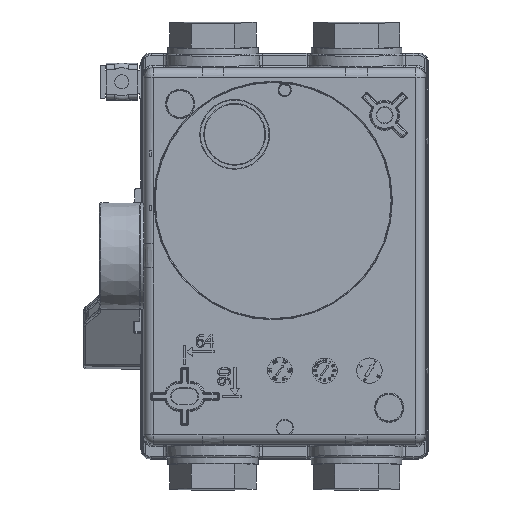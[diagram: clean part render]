
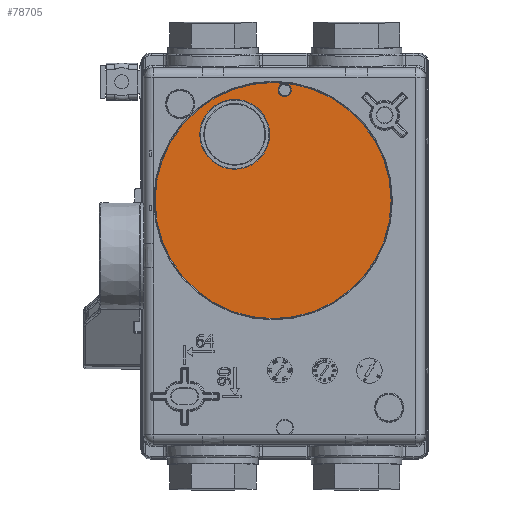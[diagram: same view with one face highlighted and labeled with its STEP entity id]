
A CAD part, top view. The second image highlights one B-rep face of the part: STEP entity #78705.
In plain terms, the highlighted planar face has unit normal (0, 0, 1).
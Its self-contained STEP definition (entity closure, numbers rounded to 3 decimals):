
#29283=CARTESIAN_POINT('',(42.3,82.7,33.5));
#29284=DIRECTION('',(0.,0.,-1.));
#29285=DIRECTION('',(-1.,0.,0.));
#29286=AXIS2_PLACEMENT_3D('',#29283,#29284,#29285);
#29291=CARTESIAN_POINT('',(42.3,82.7,33.5));
#29292=DIRECTION('',(0.,0.,-1.));
#29293=DIRECTION('',(1.,0.,0.));
#29294=AXIS2_PLACEMENT_3D('',#29291,#29292,#29293);
#29299=CARTESIAN_POINT('',(30.,103.9,33.5));
#29300=DIRECTION('',(0.,0.,1.));
#29301=DIRECTION('',(-1.,0.,0.));
#29302=AXIS2_PLACEMENT_3D('',#29299,#29300,#29301);
#29307=CARTESIAN_POINT('',(30.,103.9,33.5));
#29308=DIRECTION('',(0.,0.,1.));
#29309=DIRECTION('',(1.,0.,0.));
#29310=AXIS2_PLACEMENT_3D('',#29307,#29308,#29309);
#29315=CARTESIAN_POINT('',(47.365,119.682,33.5));
#29316=CARTESIAN_POINT('',(47.353,119.692,33.5));
#29317=CARTESIAN_POINT('',(47.329,119.711,33.5));
#29318=CARTESIAN_POINT('',(47.289,119.735,33.5));
#29319=CARTESIAN_POINT('',(47.246,119.754,33.5));
#29320=CARTESIAN_POINT('',(47.202,119.768,33.5));
#29321=CARTESIAN_POINT('',(47.171,119.773,33.5));
#29322=CARTESIAN_POINT('',(47.156,119.776,33.5));
#29327=CARTESIAN_POINT('',(42.3,82.7,33.5));
#29328=DIRECTION('',(0.,0.,1.));
#29329=DIRECTION('',(0.13,0.992,0.));
#29330=AXIS2_PLACEMENT_3D('',#29327,#29328,#29329);
#29335=CARTESIAN_POINT('',(45.216,119.978,33.5));
#29336=CARTESIAN_POINT('',(45.2,119.98,33.5));
#29337=CARTESIAN_POINT('',(45.169,119.98,33.5));
#29338=CARTESIAN_POINT('',(45.123,119.976,33.5));
#29339=CARTESIAN_POINT('',(45.077,119.966,33.5));
#29340=CARTESIAN_POINT('',(45.033,119.951,33.5));
#29341=CARTESIAN_POINT('',(45.005,119.937,33.5));
#29342=CARTESIAN_POINT('',(44.991,119.93,33.5));
#29347=CARTESIAN_POINT('',(46.,118.1,33.5));
#29348=DIRECTION('',(0.,0.,1.));
#29349=DIRECTION('',(-0.483,0.876,0.));
#29350=AXIS2_PLACEMENT_3D('',#29347,#29348,#29349);
#29355=CARTESIAN_POINT('',(46.,118.1,33.5));
#29356=DIRECTION('',(0.,0.,1.));
#29357=DIRECTION('',(-1.,0.,0.));
#29358=AXIS2_PLACEMENT_3D('',#29355,#29356,#29357);
#29363=CARTESIAN_POINT('',(46.,118.1,33.5));
#29364=DIRECTION('',(0.,0.,1.));
#29365=DIRECTION('',(1.,0.,0.));
#29366=AXIS2_PLACEMENT_3D('',#29363,#29364,#29365);
#47699=CARTESIAN_POINT('',(4.503,82.7,33.5));
#47700=VERTEX_POINT('',#47699);
#47701=CARTESIAN_POINT('',(80.097,82.7,33.5));
#47702=VERTEX_POINT('',#47701);
#47703=CARTESIAN_POINT('',(18.832,103.9,33.5));
#47704=CARTESIAN_POINT('',(41.168,103.9,33.5));
#47705=VERTEX_POINT('',#47703);
#47706=VERTEX_POINT('',#47704);
#47707=VERTEX_POINT('',#29315);
#47708=VERTEX_POINT('',#29322);
#47709=CARTESIAN_POINT('',(45.216,119.978,33.5));
#47710=VERTEX_POINT('',#47709);
#47711=VERTEX_POINT('',#29342);
#47712=CARTESIAN_POINT('',(43.911,118.1,33.5));
#47713=VERTEX_POINT('',#47712);
#47714=CARTESIAN_POINT('',(48.089,118.1,33.5));
#47715=VERTEX_POINT('',#47714);
#78676=CARTESIAN_POINT('',(42.3,82.7,33.5));
#78677=DIRECTION('',(0.,0.,-1.));
#78678=DIRECTION('',(-1.,0.,0.));
#78679=AXIS2_PLACEMENT_3D('',#78676,#78677,#78678);
#78680=PLANE('',#78679);
#78681=ORIENTED_EDGE('',*,*,#78658,.T.);
#78682=ORIENTED_EDGE('',*,*,#78643,.T.);
#78683=EDGE_LOOP('',(#78681,#78682));
#78684=FACE_OUTER_BOUND('',#78683,.F.);
#78686=ORIENTED_EDGE('',*,*,#78685,.T.);
#78688=ORIENTED_EDGE('',*,*,#78687,.T.);
#78689=EDGE_LOOP('',(#78686,#78688));
#78690=FACE_BOUND('',#78689,.F.);
#78692=ORIENTED_EDGE('',*,*,#78691,.T.);
#78694=ORIENTED_EDGE('',*,*,#78693,.T.);
#78696=ORIENTED_EDGE('',*,*,#78695,.T.);
#78698=ORIENTED_EDGE('',*,*,#78697,.T.);
#78700=ORIENTED_EDGE('',*,*,#78699,.T.);
#78702=ORIENTED_EDGE('',*,*,#78701,.T.);
#78703=EDGE_LOOP('',(#78692,#78694,#78696,#78698,#78700,#78702));
#78704=FACE_BOUND('',#78703,.F.);
#29287=CIRCLE('',#29286,37.797);
#29295=CIRCLE('',#29294,37.797);
#29303=CIRCLE('',#29302,11.168);
#29311=CIRCLE('',#29310,11.168);
#29323=B_SPLINE_CURVE_WITH_KNOTS('',3,(#29315,#29316,#29317,#29318,#29319,
#29320,#29321,#29322),.UNSPECIFIED.,.F.,.F.,(4,1,1,1,1,4),(0.,0.2,0.4,
0.6,0.8,1.),.UNSPECIFIED.);
#29331=CIRCLE('',#29330,37.392);
#29343=B_SPLINE_CURVE_WITH_KNOTS('',3,(#29335,#29336,#29337,#29338,#29339,
#29340,#29341,#29342),.UNSPECIFIED.,.F.,.F.,(4,1,1,1,1,4),(0.,0.2,0.4,
0.6,0.8,1.),.UNSPECIFIED.);
#29351=CIRCLE('',#29350,2.089);
#29359=CIRCLE('',#29358,2.089);
#29367=CIRCLE('',#29366,2.089);
#78643=EDGE_CURVE('',#47702,#47700,#29295,.T.);
#78658=EDGE_CURVE('',#47700,#47702,#29287,.T.);
#78685=EDGE_CURVE('',#47705,#47706,#29303,.T.);
#78687=EDGE_CURVE('',#47706,#47705,#29311,.T.);
#78691=EDGE_CURVE('',#47707,#47708,#29323,.T.);
#78693=EDGE_CURVE('',#47708,#47710,#29331,.T.);
#78695=EDGE_CURVE('',#47710,#47711,#29343,.T.);
#78697=EDGE_CURVE('',#47711,#47713,#29351,.T.);
#78699=EDGE_CURVE('',#47713,#47715,#29359,.T.);
#78701=EDGE_CURVE('',#47715,#47707,#29367,.T.);
#78705=ADVANCED_FACE('',(#78684,#78690,#78704),#78680,.F.);
